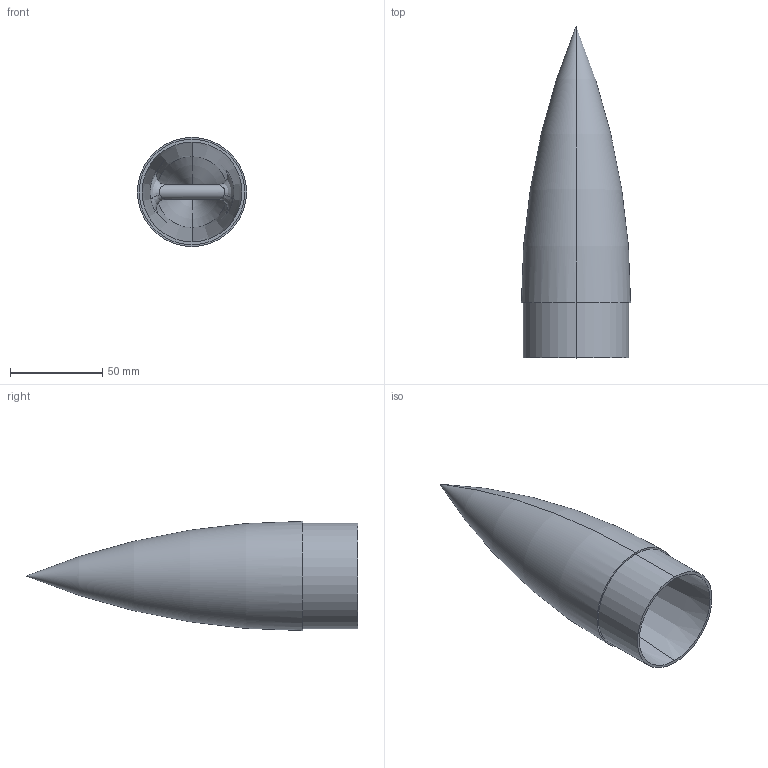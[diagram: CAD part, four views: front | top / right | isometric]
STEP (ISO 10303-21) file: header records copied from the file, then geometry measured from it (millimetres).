
FILE_DESCRIPTION (( 'STEP AP214' ), '1' );
FILE_NAME ('Nose Cone.STEP', '2024-06-11T19:06:50', ( '' ), ( '' ), 'SwSTEP 2.0', 'SolidWorks 2024', '' );
FILE_SCHEMA (( 'AUTOMOTIVE_DESIGN' ));
Length unit declared in the file: centimetre
Products named in the file (1): Nose Cone
Bounding box: 59.21 x 180 x 59.21 mm (x, y, z)
Volume: 107967.5 mm3; surface area: 44575.3 mm2
Topology: 1 solids, 1 shells, 16 faces, 40 edges, 24 vertices
Faces by surface type: bspline 4, cylinder 4, torus 4, cone 2, plane 2
Entity records: 1395 total; most frequent: CARTESIAN_POINT 1027, ORIENTED_EDGE 72, DIRECTION 68, EDGE_CURVE 36, AXIS2_PLACEMENT_3D 31, VERTEX_POINT 24, EDGE_LOOP 20, CIRCLE 18
